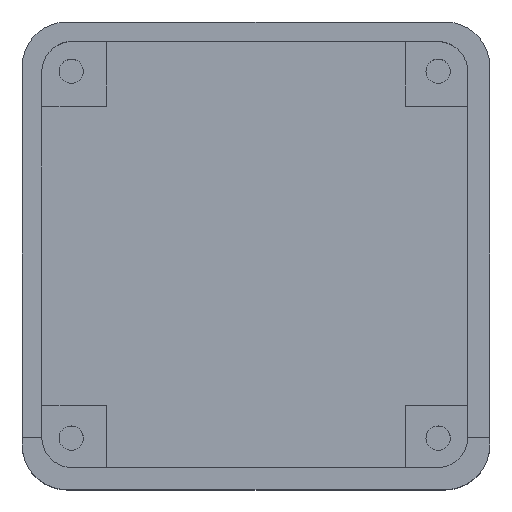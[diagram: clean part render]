
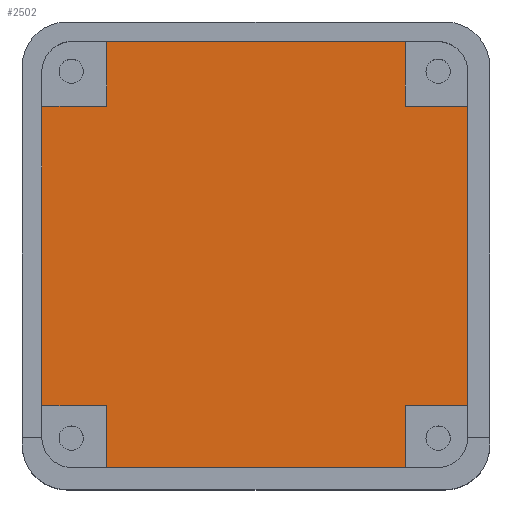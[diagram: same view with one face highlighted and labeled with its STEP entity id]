
A CAD part, top view. The second image highlights one B-rep face of the part: STEP entity #2502.
In plain terms, the highlighted planar face has unit normal (0, 0, 1).
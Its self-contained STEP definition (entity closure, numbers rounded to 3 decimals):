
#178=PLANE('',#2646);
#298=FACE_OUTER_BOUND('',#439,.T.);
#439=EDGE_LOOP('',(#2122,#2123,#2124,#2125,#2126,#2127,#2128,#2129,#2130,
#2131,#2132,#2133));
#514=LINE('',#3338,#766);
#535=LINE('',#3399,#787);
#678=LINE('',#4360,#930);
#679=LINE('',#4362,#931);
#680=LINE('',#4364,#932);
#681=LINE('',#4366,#933);
#682=LINE('',#4368,#934);
#683=LINE('',#4369,#935);
#684=LINE('',#4371,#936);
#685=LINE('',#4373,#937);
#686=LINE('',#4375,#938);
#687=LINE('',#4376,#939);
#766=VECTOR('',#2767,10.);
#787=VECTOR('',#2820,10.);
#930=VECTOR('',#3067,10.);
#931=VECTOR('',#3068,10.);
#932=VECTOR('',#3069,10.);
#933=VECTOR('',#3070,10.);
#934=VECTOR('',#3071,10.);
#935=VECTOR('',#3072,10.);
#936=VECTOR('',#3073,10.);
#937=VECTOR('',#3074,10.);
#938=VECTOR('',#3075,10.);
#939=VECTOR('',#3076,10.);
#1065=VERTEX_POINT('',#3335);
#1066=VERTEX_POINT('',#3337);
#1089=VERTEX_POINT('',#3396);
#1090=VERTEX_POINT('',#3398);
#1236=VERTEX_POINT('',#4359);
#1237=VERTEX_POINT('',#4361);
#1238=VERTEX_POINT('',#4363);
#1239=VERTEX_POINT('',#4365);
#1240=VERTEX_POINT('',#4367);
#1241=VERTEX_POINT('',#4370);
#1242=VERTEX_POINT('',#4372);
#1243=VERTEX_POINT('',#4374);
#1314=EDGE_CURVE('',#1066,#1065,#514,.T.);
#1344=EDGE_CURVE('',#1090,#1089,#535,.T.);
#1559=EDGE_CURVE('',#1236,#1066,#678,.T.);
#1560=EDGE_CURVE('',#1237,#1065,#679,.T.);
#1561=EDGE_CURVE('',#1238,#1237,#680,.T.);
#1562=EDGE_CURVE('',#1238,#1239,#681,.T.);
#1563=EDGE_CURVE('',#1239,#1240,#682,.T.);
#1564=EDGE_CURVE('',#1240,#1090,#683,.T.);
#1565=EDGE_CURVE('',#1241,#1089,#684,.T.);
#1566=EDGE_CURVE('',#1242,#1241,#685,.T.);
#1567=EDGE_CURVE('',#1242,#1243,#686,.T.);
#1568=EDGE_CURVE('',#1243,#1236,#687,.T.);
#2122=ORIENTED_EDGE('',*,*,#1559,.T.);
#2123=ORIENTED_EDGE('',*,*,#1314,.T.);
#2124=ORIENTED_EDGE('',*,*,#1560,.F.);
#2125=ORIENTED_EDGE('',*,*,#1561,.F.);
#2126=ORIENTED_EDGE('',*,*,#1562,.T.);
#2127=ORIENTED_EDGE('',*,*,#1563,.T.);
#2128=ORIENTED_EDGE('',*,*,#1564,.T.);
#2129=ORIENTED_EDGE('',*,*,#1344,.T.);
#2130=ORIENTED_EDGE('',*,*,#1565,.F.);
#2131=ORIENTED_EDGE('',*,*,#1566,.F.);
#2132=ORIENTED_EDGE('',*,*,#1567,.T.);
#2133=ORIENTED_EDGE('',*,*,#1568,.T.);
#2502=ADVANCED_FACE('',(#298),#178,.F.);
#2646=AXIS2_PLACEMENT_3D('',#4358,#3065,#3066);
#2767=DIRECTION('',(0.,1.,0.));
#2820=DIRECTION('',(0.,-1.,0.));
#3065=DIRECTION('center_axis',(0.,0.,-1.));
#3066=DIRECTION('ref_axis',(1.,0.,0.));
#3067=DIRECTION('',(1.,0.,0.));
#3068=DIRECTION('',(1.,0.,0.));
#3069=DIRECTION('',(0.,-1.,0.));
#3070=DIRECTION('',(-1.,0.,0.));
#3071=DIRECTION('',(0.,-1.,0.));
#3072=DIRECTION('',(-1.,0.,0.));
#3073=DIRECTION('',(-1.,0.,0.));
#3074=DIRECTION('',(0.,1.,0.));
#3075=DIRECTION('',(1.,0.,0.));
#3076=DIRECTION('',(0.,1.,0.));
#3335=CARTESIAN_POINT('',(32.51,27.496,-10.141));
#3337=CARTESIAN_POINT('',(32.51,4.304,-10.141));
#3338=CARTESIAN_POINT('',(32.51,30.129,-10.141));
#3396=CARTESIAN_POINT('',(-0.49,4.304,-10.141));
#3398=CARTESIAN_POINT('',(-0.49,27.496,-10.141));
#3399=CARTESIAN_POINT('',(-0.49,1.865,-10.141));
#4358=CARTESIAN_POINT('Origin',(16.1,15.9,-10.141));
#4359=CARTESIAN_POINT('',(27.659,4.304,-10.141));
#4360=CARTESIAN_POINT('',(27.659,4.304,-10.141));
#4361=CARTESIAN_POINT('',(27.659,27.496,-10.141));
#4362=CARTESIAN_POINT('',(27.659,27.496,-10.141));
#4363=CARTESIAN_POINT('',(27.659,32.497,-10.141));
#4364=CARTESIAN_POINT('',(27.659,34.096,-10.141));
#4365=CARTESIAN_POINT('',(4.541,32.497,-10.141));
#4366=CARTESIAN_POINT('',(1.877,32.497,-10.141));
#4367=CARTESIAN_POINT('',(4.541,27.496,-10.141));
#4368=CARTESIAN_POINT('',(4.541,34.096,-10.141));
#4369=CARTESIAN_POINT('',(4.541,27.496,-10.141));
#4370=CARTESIAN_POINT('',(4.541,4.304,-10.141));
#4371=CARTESIAN_POINT('',(4.541,4.304,-10.141));
#4372=CARTESIAN_POINT('',(4.541,-0.503,-10.141));
#4373=CARTESIAN_POINT('',(4.541,-2.296,-10.141));
#4374=CARTESIAN_POINT('',(27.659,-0.503,-10.141));
#4375=CARTESIAN_POINT('',(30.142,-0.503,-10.141));
#4376=CARTESIAN_POINT('',(27.659,-2.296,-10.141));
